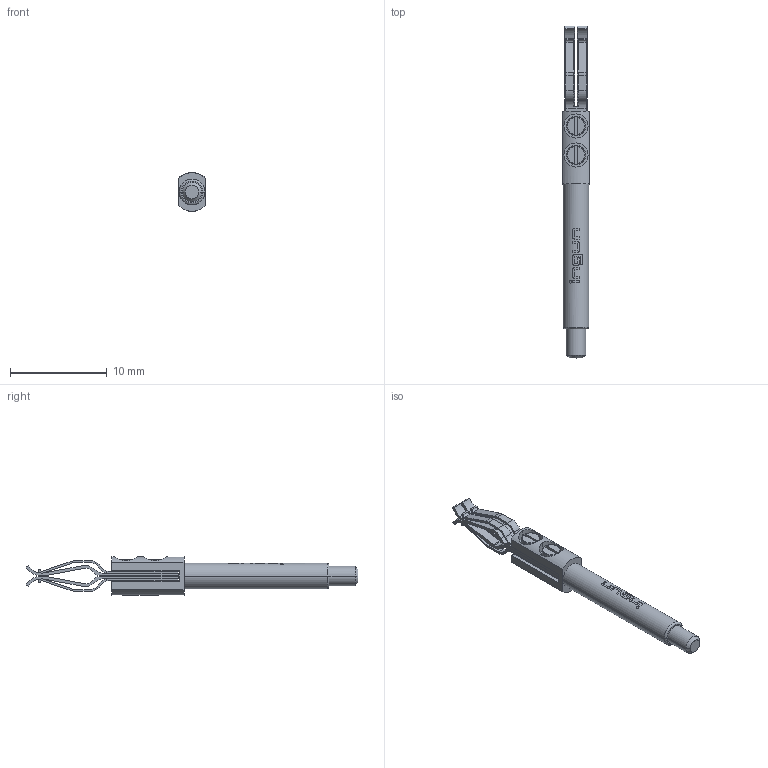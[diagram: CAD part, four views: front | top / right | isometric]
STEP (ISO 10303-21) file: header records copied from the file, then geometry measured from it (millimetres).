
FILE_DESCRIPTION (( 'STEP AP203' ), '1' );
FILE_NAME ('INGUN_KK-541_400_FC_1410_M2_3S05_A.STEP', '2021-01-27T13:35:39', ( '' ), ( '' ), 'SwSTEP 2.0', 'SolidWorks 2018', '' );
FILE_SCHEMA (( 'CONFIG_CONTROL_DESIGN' ));
Length unit declared in the file: millimetre
Products named in the file (1): INGUN_KK-541_400_FC_1410_M2_3S05_A
Bounding box: 2.8 x 34.35 x 4 mm (x, y, z)
Volume: 173.9 mm3; surface area: 498.1 mm2
Topology: 1 solids, 1 shells, 274 faces, 726 edges, 466 vertices
Faces by surface type: plane 136, cylinder 92, bspline 22, torus 12, cone 12
Entity records: 9205 total; most frequent: CARTESIAN_POINT 2359, ORIENTED_EDGE 1452, DIRECTION 1388, EDGE_CURVE 726, AXIS2_PLACEMENT_3D 521, VERTEX_POINT 466, VECTOR 346, LINE 346
